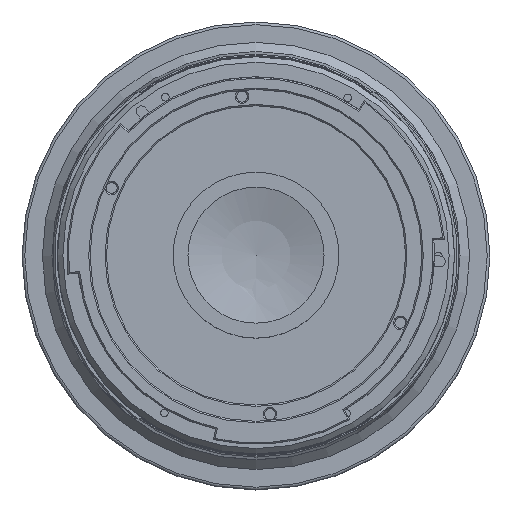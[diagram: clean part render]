
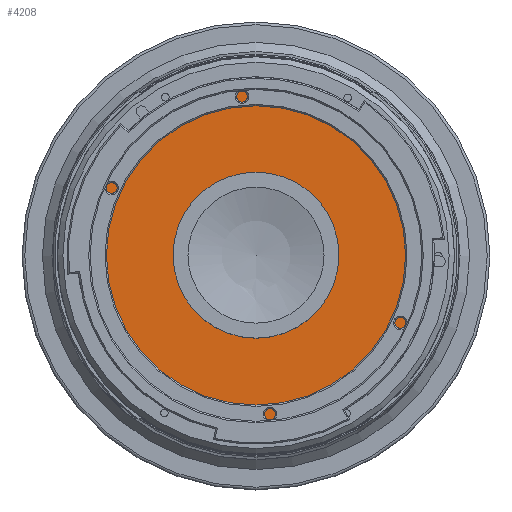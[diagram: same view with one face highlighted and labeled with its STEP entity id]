
A CAD part, top view. The second image highlights one B-rep face of the part: STEP entity #4208.
In plain terms, the highlighted planar face has unit normal (0, 0, 1).
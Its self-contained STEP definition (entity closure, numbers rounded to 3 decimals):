
#197=PLANE('',#4618);
#590=CIRCLE('',#4617,36.5);
#591=CIRCLE('',#4619,12.25);
#1187=ORIENTED_EDGE('',*,*,#1623,.T.);
#1188=ORIENTED_EDGE('',*,*,#1622,.F.);
#1622=EDGE_CURVE('',#1915,#1915,#590,.T.);
#1623=EDGE_CURVE('',#1916,#1916,#591,.T.);
#1915=VERTEX_POINT('',#6441);
#1916=VERTEX_POINT('',#6444);
#2310=EDGE_LOOP('',(#1187));
#2311=EDGE_LOOP('',(#1188));
#2658=FACE_BOUND('',#2310,.T.);
#2659=FACE_BOUND('',#2311,.T.);
#4208=ADVANCED_FACE('',(#2658,#2659),#197,.F.);
#4617=AXIS2_PLACEMENT_3D('',#6440,#5466,#5467);
#4618=AXIS2_PLACEMENT_3D('',#6442,#5468,#5469);
#4619=AXIS2_PLACEMENT_3D('',#6443,#5470,#5471);
#5466=DIRECTION('',(0.,0.,-1.));
#5467=DIRECTION('',(1.,0.,0.));
#5468=DIRECTION('',(0.,0.,-1.));
#5469=DIRECTION('',(-1.,0.,0.));
#5470=DIRECTION('',(0.,0.,-1.));
#5471=DIRECTION('',(-1.,0.,0.));
#6440=CARTESIAN_POINT('',(0.,0.,-47.25));
#6441=CARTESIAN_POINT('',(36.5,0.,-47.25));
#6442=CARTESIAN_POINT('',(0.,0.,-47.25));
#6443=CARTESIAN_POINT('',(0.,0.,-47.25));
#6444=CARTESIAN_POINT('',(-12.25,0.,-47.25));
